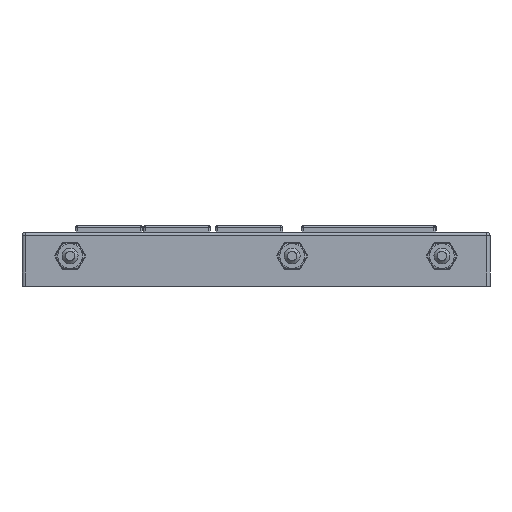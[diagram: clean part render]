
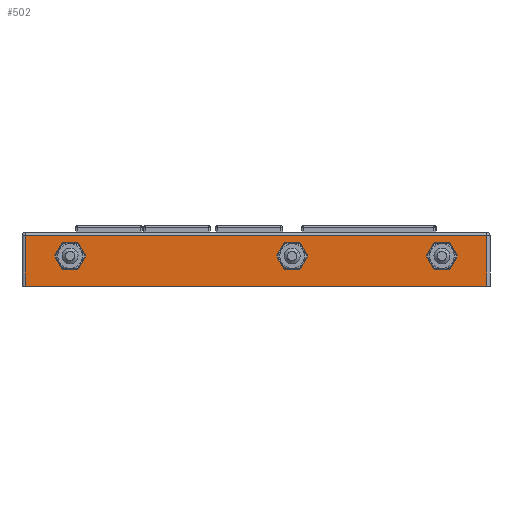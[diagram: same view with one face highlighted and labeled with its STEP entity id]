
A CAD part, front view. The second image highlights one B-rep face of the part: STEP entity #502.
In plain terms, the highlighted planar face has unit normal (0, -1, 0).
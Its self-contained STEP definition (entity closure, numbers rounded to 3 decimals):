
#502=ADVANCED_FACE('NONE',(#1877,#1878,#1879,#1880),#1881,.F.);
#1877=FACE_OUTER_BOUND('',#4229,.T.);
#1878=FACE_BOUND('',#4230,.T.);
#1879=FACE_BOUND('',#4231,.T.);
#1880=FACE_BOUND('',#4232,.T.);
#1881=PLANE('',#4233);
#4229=EDGE_LOOP('',(#7755,#7756,#7757,#7758));
#4230=EDGE_LOOP('',(#7759,#7760,#7761,#7762,#7763,#7764));
#4231=EDGE_LOOP('',(#7765,#7766,#7767,#7768,#7769,#7770));
#4232=EDGE_LOOP('',(#7771,#7772,#7773,#7774,#7775,#7776));
#4233=AXIS2_PLACEMENT_3D('',#7777,#7778,#7779);
#7755=ORIENTED_EDGE('',*,*,#15658,.T.);
#7756=ORIENTED_EDGE('',*,*,#15659,.T.);
#7757=ORIENTED_EDGE('',*,*,#15660,.T.);
#7758=ORIENTED_EDGE('',*,*,#15661,.T.);
#7759=ORIENTED_EDGE('',*,*,#15662,.F.);
#7760=ORIENTED_EDGE('',*,*,#15663,.F.);
#7761=ORIENTED_EDGE('',*,*,#15664,.F.);
#7762=ORIENTED_EDGE('',*,*,#15665,.F.);
#7763=ORIENTED_EDGE('',*,*,#15666,.F.);
#7764=ORIENTED_EDGE('',*,*,#15667,.F.);
#7765=ORIENTED_EDGE('',*,*,#15668,.F.);
#7766=ORIENTED_EDGE('',*,*,#15669,.F.);
#7767=ORIENTED_EDGE('',*,*,#15670,.F.);
#7768=ORIENTED_EDGE('',*,*,#15671,.F.);
#7769=ORIENTED_EDGE('',*,*,#15672,.F.);
#7770=ORIENTED_EDGE('',*,*,#15673,.F.);
#7771=ORIENTED_EDGE('',*,*,#15674,.F.);
#7772=ORIENTED_EDGE('',*,*,#15675,.F.);
#7773=ORIENTED_EDGE('',*,*,#15676,.F.);
#7774=ORIENTED_EDGE('',*,*,#15677,.F.);
#7775=ORIENTED_EDGE('',*,*,#15678,.F.);
#7776=ORIENTED_EDGE('',*,*,#15679,.F.);
#7777=CARTESIAN_POINT('',(-73.5,-73.0,8.5));
#7778=DIRECTION('',(0.0,1.0,0.0));
#7779=DIRECTION('',(1.0,0.0,-0.0));
#15658=EDGE_CURVE('NONE',#18794,#18795,#18796,.T.);
#15659=EDGE_CURVE('NONE',#18795,#18797,#18798,.T.);
#15660=EDGE_CURVE('NONE',#18797,#18799,#18800,.T.);
#15661=EDGE_CURVE('NONE',#18799,#18794,#18801,.T.);
#15662=EDGE_CURVE('NONE',#18802,#18803,#18804,.T.);
#15663=EDGE_CURVE('NONE',#18805,#18802,#18806,.T.);
#15664=EDGE_CURVE('NONE',#18807,#18805,#18808,.T.);
#15665=EDGE_CURVE('NONE',#18809,#18807,#18810,.T.);
#15666=EDGE_CURVE('NONE',#18811,#18809,#18812,.T.);
#15667=EDGE_CURVE('NONE',#18803,#18811,#18813,.T.);
#15668=EDGE_CURVE('NONE',#18814,#18815,#18816,.T.);
#15669=EDGE_CURVE('NONE',#18817,#18814,#18818,.T.);
#15670=EDGE_CURVE('NONE',#18819,#18817,#18820,.T.);
#15671=EDGE_CURVE('NONE',#18821,#18819,#18822,.T.);
#15672=EDGE_CURVE('NONE',#18823,#18821,#18824,.T.);
#15673=EDGE_CURVE('NONE',#18815,#18823,#18825,.T.);
#15674=EDGE_CURVE('NONE',#18826,#18827,#18828,.T.);
#15675=EDGE_CURVE('NONE',#18829,#18826,#18830,.T.);
#15676=EDGE_CURVE('NONE',#18831,#18829,#18832,.T.);
#15677=EDGE_CURVE('NONE',#18833,#18831,#18834,.T.);
#15678=EDGE_CURVE('NONE',#18835,#18833,#18836,.T.);
#15679=EDGE_CURVE('NONE',#18827,#18835,#18837,.T.);
#18794=VERTEX_POINT('NONE',#23685);
#18795=VERTEX_POINT('NONE',#23686);
#18796=LINE('',#23687,#23688);
#18797=VERTEX_POINT('NONE',#23689);
#18798=LINE('',#23690,#23691);
#18799=VERTEX_POINT('NONE',#23692);
#18800=LINE('',#23693,#23694);
#18801=LINE('',#23695,#23696);
#18802=VERTEX_POINT('NONE',#23697);
#18803=VERTEX_POINT('NONE',#23698);
#18804=LINE('',#23699,#23700);
#18805=VERTEX_POINT('NONE',#23701);
#18806=LINE('',#23702,#23703);
#18807=VERTEX_POINT('NONE',#23704);
#18808=LINE('',#23705,#23706);
#18809=VERTEX_POINT('NONE',#23707);
#18810=LINE('',#23708,#23709);
#18811=VERTEX_POINT('NONE',#23710);
#18812=LINE('',#23711,#23712);
#18813=LINE('',#23713,#23714);
#18814=VERTEX_POINT('NONE',#23715);
#18815=VERTEX_POINT('NONE',#23716);
#18816=LINE('',#23717,#23718);
#18817=VERTEX_POINT('NONE',#23719);
#18818=LINE('',#23720,#23721);
#18819=VERTEX_POINT('NONE',#23722);
#18820=LINE('',#23723,#23724);
#18821=VERTEX_POINT('NONE',#23725);
#18822=LINE('',#23726,#23727);
#18823=VERTEX_POINT('NONE',#23728);
#18824=LINE('',#23729,#23730);
#18825=LINE('',#23731,#23732);
#18826=VERTEX_POINT('NONE',#23733);
#18827=VERTEX_POINT('NONE',#23734);
#18828=LINE('',#23735,#23736);
#18829=VERTEX_POINT('NONE',#23737);
#18830=LINE('',#23738,#23739);
#18831=VERTEX_POINT('NONE',#23740);
#18832=LINE('',#23741,#23742);
#18833=VERTEX_POINT('NONE',#23743);
#18834=LINE('',#23744,#23745);
#18835=VERTEX_POINT('NONE',#23746);
#18836=LINE('',#23747,#23748);
#18837=LINE('',#23749,#23750);
#23685=CARTESIAN_POINT('',(-72.5,-73.0,-8.5));
#23686=CARTESIAN_POINT('',(72.5,-73.0,-8.5));
#23687=CARTESIAN_POINT('',(-73.5,-73.0,-8.5));
#23688=VECTOR('',#29966,1000.0);
#23689=CARTESIAN_POINT('',(72.5,-73.0,7.5));
#23690=CARTESIAN_POINT('',(72.5,-73.0,8.5));
#23691=VECTOR('',#29967,1000.0);
#23692=CARTESIAN_POINT('',(-72.5,-73.0,7.5));
#23693=CARTESIAN_POINT('',(-73.5,-73.0,7.5));
#23694=VECTOR('',#29968,1000.0);
#23695=CARTESIAN_POINT('',(-72.5,-73.0,8.5));
#23696=VECTOR('',#29969,1000.0);
#23697=CARTESIAN_POINT('',(60.854,-73.0,-3.25));
#23698=CARTESIAN_POINT('',(63.307,-73.0,1.));
#23699=CARTESIAN_POINT('',(60.854,-73.0,-3.25));
#23700=VECTOR('',#29970,1000.0);
#23701=CARTESIAN_POINT('',(55.946,-73.0,-3.25));
#23702=CARTESIAN_POINT('',(55.946,-73.0,-3.25));
#23703=VECTOR('',#29971,1000.0);
#23704=CARTESIAN_POINT('',(53.493,-73.0,1.));
#23705=CARTESIAN_POINT('',(53.493,-73.0,1.));
#23706=VECTOR('',#29972,1000.0);
#23707=CARTESIAN_POINT('',(55.946,-73.0,5.25));
#23708=CARTESIAN_POINT('',(55.946,-73.0,5.25));
#23709=VECTOR('',#29973,1000.0);
#23710=CARTESIAN_POINT('',(60.854,-73.0,5.25));
#23711=CARTESIAN_POINT('',(60.854,-73.0,5.25));
#23712=VECTOR('',#29974,1000.0);
#23713=CARTESIAN_POINT('',(63.307,-73.0,1.));
#23714=VECTOR('',#29975,1000.0);
#23715=CARTESIAN_POINT('',(13.804,-73.0,-3.25));
#23716=CARTESIAN_POINT('',(16.257,-73.0,1.0));
#23717=CARTESIAN_POINT('',(13.804,-73.0,-3.25));
#23718=VECTOR('',#29976,1000.0);
#23719=CARTESIAN_POINT('',(8.896,-73.0,-3.25));
#23720=CARTESIAN_POINT('',(8.896,-73.0,-3.25));
#23721=VECTOR('',#29977,1000.0);
#23722=CARTESIAN_POINT('',(6.443,-73.0,1.0));
#23723=CARTESIAN_POINT('',(6.443,-73.0,1.0));
#23724=VECTOR('',#29978,1000.0);
#23725=CARTESIAN_POINT('',(8.896,-73.0,5.25));
#23726=CARTESIAN_POINT('',(8.896,-73.0,5.25));
#23727=VECTOR('',#29979,1000.0);
#23728=CARTESIAN_POINT('',(13.804,-73.0,5.25));
#23729=CARTESIAN_POINT('',(13.804,-73.0,5.25));
#23730=VECTOR('',#29980,1000.0);
#23731=CARTESIAN_POINT('',(16.257,-73.0,1.0));
#23732=VECTOR('',#29981,1000.0);
#23733=CARTESIAN_POINT('',(-55.946,-73.0,-3.25));
#23734=CARTESIAN_POINT('',(-53.493,-73.0,1.));
#23735=CARTESIAN_POINT('',(-55.946,-73.0,-3.25));
#23736=VECTOR('',#29982,1000.0);
#23737=CARTESIAN_POINT('',(-60.854,-73.0,-3.25));
#23738=CARTESIAN_POINT('',(-60.854,-73.0,-3.25));
#23739=VECTOR('',#29983,1000.0);
#23740=CARTESIAN_POINT('',(-63.307,-73.0,1.));
#23741=CARTESIAN_POINT('',(-63.307,-73.0,1.));
#23742=VECTOR('',#29984,1000.0);
#23743=CARTESIAN_POINT('',(-60.854,-73.0,5.25));
#23744=CARTESIAN_POINT('',(-60.854,-73.0,5.25));
#23745=VECTOR('',#29985,1000.0);
#23746=CARTESIAN_POINT('',(-55.946,-73.0,5.25));
#23747=CARTESIAN_POINT('',(-55.946,-73.0,5.25));
#23748=VECTOR('',#29986,1000.0);
#23749=CARTESIAN_POINT('',(-53.493,-73.0,1.));
#23750=VECTOR('',#29987,1000.0);
#29966=DIRECTION('',(1.0,0.0,0.0));
#29967=DIRECTION('',(-0.0,-0.0,1.0));
#29968=DIRECTION('',(-1.0,0.0,-0.0));
#29969=DIRECTION('',(-0.0,0.0,-1.0));
#29970=DIRECTION('',(0.5,0.0,0.866));
#29971=DIRECTION('',(1.0,0.0,0.));
#29972=DIRECTION('',(0.5,0.0,-0.866));
#29973=DIRECTION('',(-0.5,0.0,-0.866));
#29974=DIRECTION('',(-1.0,0.0,0.0));
#29975=DIRECTION('',(-0.5,0.0,0.866));
#29976=DIRECTION('',(0.5,0.0,0.866));
#29977=DIRECTION('',(1.0,0.0,0.0));
#29978=DIRECTION('',(0.5,0.0,-0.866));
#29979=DIRECTION('',(-0.5,0.0,-0.866));
#29980=DIRECTION('',(-1.0,0.0,0.));
#29981=DIRECTION('',(-0.5,0.0,0.866));
#29982=DIRECTION('',(0.5,0.0,0.866));
#29983=DIRECTION('',(1.0,0.0,0.));
#29984=DIRECTION('',(0.5,0.0,-0.866));
#29985=DIRECTION('',(-0.5,0.0,-0.866));
#29986=DIRECTION('',(-1.0,0.0,0.0));
#29987=DIRECTION('',(-0.5,0.0,0.866));
